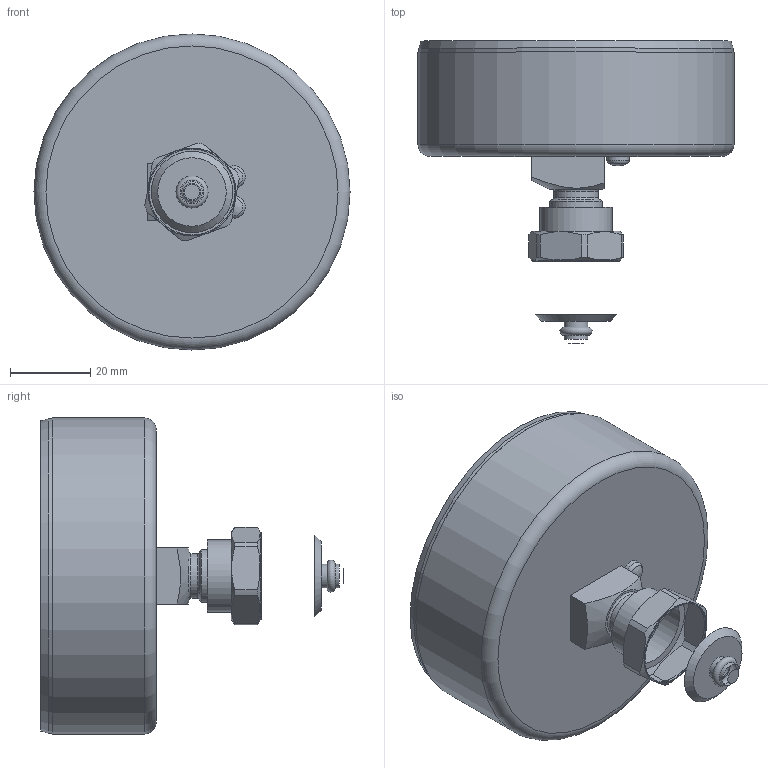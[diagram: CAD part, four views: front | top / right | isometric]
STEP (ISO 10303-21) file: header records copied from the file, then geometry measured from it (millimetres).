
FILE_DESCRIPTION(/* description */ (''),/* implementation_level */ '2;1');
FILE_NAME(/* name */ '63341_mit_montierten_Montageventil.stp',/* time_stamp */ '2021-09-08T08:57:05+02:00',/* author */ ('ama'),/* organization */ (''),/* preprocessor_version */ 'ST-DEVELOPER v18',/* originating_system */ 'Autodesk Inventor 2020',/* authorisation */ '');
FILE_SCHEMA (('AUTOMOTIVE_DESIGN { 1 0 10303 214 3 1 1 }'));
Length unit declared in the file: millimetre
Products named in the file (1): 63341_mit_montierten_Montageventil_Shrinkwrap
Bounding box: 79 x 75.5 x 79 mm (x, y, z)
Volume: 152909.1 mm3; surface area: 19788.6 mm2
Topology: 1 solids, 1 shells, 55 faces, 145 edges, 103 vertices
Faces by surface type: plane 21, cylinder 14, cone 11, torus 7, sphere 2
Full cylindrical faces by diameter (mm): 5.9 x2, 11 x1, 13.16 x1, 18 x1, 21.5 x1, 78.5 x1, 79 x1
Entity records: 1800 total; most frequent: CARTESIAN_POINT 342, DIRECTION 325, ORIENTED_EDGE 290, EDGE_CURVE 145, AXIS2_PLACEMENT_3D 143, VERTEX_POINT 103, CIRCLE 87, EDGE_LOOP 66
